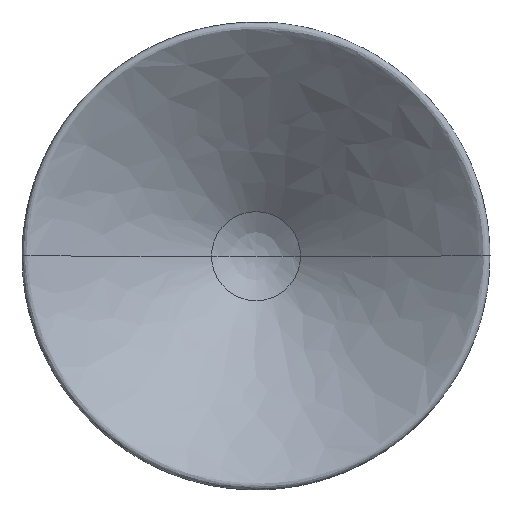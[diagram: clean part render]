
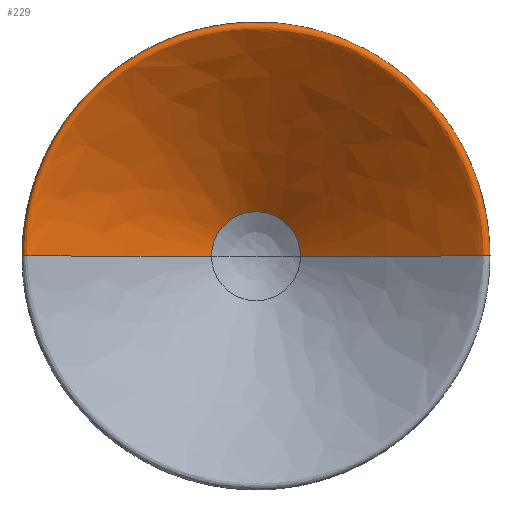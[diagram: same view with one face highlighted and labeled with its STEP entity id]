
A CAD part, top view. The second image highlights one B-rep face of the part: STEP entity #229.
In plain terms, the highlighted free-form (B-spline) face has degree [2, 2] with [7, 5] control points.
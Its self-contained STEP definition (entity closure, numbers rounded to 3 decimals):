
#28=(
BOUNDED_CURVE()
B_SPLINE_CURVE(2,(#662,#663,#664,#665,#666),.UNSPECIFIED.,.F.,.F.)
B_SPLINE_CURVE_WITH_KNOTS((3,2,3),(-67.506,-33.753,
0.),.UNSPECIFIED.)
CURVE()
GEOMETRIC_REPRESENTATION_ITEM()
RATIONAL_B_SPLINE_CURVE((1.,0.707,1.,0.707,1.))
REPRESENTATION_ITEM('')
);
#31=(
BOUNDED_CURVE()
B_SPLINE_CURVE(3,(#711,#712,#713,#714,#715,#716,#717,#718,#719,#720),
 .UNSPECIFIED.,.F.,.F.)
B_SPLINE_CURVE_WITH_KNOTS((4,3,3,4),(-46.167,-30.079,
-29.363,-28.647),.UNSPECIFIED.)
CURVE()
GEOMETRIC_REPRESENTATION_ITEM()
RATIONAL_B_SPLINE_CURVE((1.,1.,1.,1.,0.845,0.845,
1.,0.845,0.845,1.))
REPRESENTATION_ITEM('')
);
#32=(
BOUNDED_CURVE()
B_SPLINE_CURVE(3,(#722,#723,#724,#725,#726,#727,#728,#729,#730,#731),
 .UNSPECIFIED.,.F.,.F.)
B_SPLINE_CURVE_WITH_KNOTS((4,3,3,4),(-46.167,-30.079,
-29.363,-28.647),.UNSPECIFIED.)
CURVE()
GEOMETRIC_REPRESENTATION_ITEM()
RATIONAL_B_SPLINE_CURVE((1.,1.,1.,1.,0.845,0.845,
1.,0.845,0.845,1.))
REPRESENTATION_ITEM('')
);
#38=(
BOUNDED_SURFACE()
B_SPLINE_SURFACE(2,2,((#732,#733,#734,#735,#736),(#737,#738,#739,#740,#741),
(#742,#743,#744,#745,#746),(#747,#748,#749,#750,#751),(#752,#753,#754,#755,
#756),(#757,#758,#759,#760,#761),(#762,#763,#764,#765,#766)),
 .UNSPECIFIED.,.F.,.F.,.F.)
B_SPLINE_SURFACE_WITH_KNOTS((3,2,2,3),(3,2,3),(-46.167,-30.079,
-29.363,-28.647),(0.,33.753,67.506),
 .UNSPECIFIED.)
GEOMETRIC_REPRESENTATION_ITEM()
RATIONAL_B_SPLINE_SURFACE(((1.,0.707,1.,0.707,1.),
(1.,0.707,1.,0.707,1.),(1.,0.707,1.,
0.707,1.),(0.767,0.542,0.767,
0.542,0.767),(1.,0.707,1.,0.707,
1.),(0.767,0.542,0.767,0.542,
0.767),(1.,0.707,1.,0.707,1.)))
REPRESENTATION_ITEM('')
SURFACE()
);
#63=FACE_OUTER_BOUND('',#78,.T.);
#78=EDGE_LOOP('',(#204,#205,#206,#207));
#93=CIRCLE('',#259,4.091);
#106=VERTEX_POINT('',#423);
#107=VERTEX_POINT('',#425);
#115=VERTEX_POINT('',#656);
#116=VERTEX_POINT('',#661);
#132=EDGE_CURVE('',#107,#106,#93,.T.);
#144=EDGE_CURVE('',#115,#116,#28,.T.);
#147=EDGE_CURVE('',#107,#116,#31,.T.);
#149=EDGE_CURVE('',#106,#115,#32,.T.);
#204=ORIENTED_EDGE('',*,*,#144,.F.);
#205=ORIENTED_EDGE('',*,*,#149,.F.);
#206=ORIENTED_EDGE('',*,*,#132,.F.);
#207=ORIENTED_EDGE('',*,*,#147,.T.);
#229=ADVANCED_FACE('',(#63),#38,.T.);
#259=AXIS2_PLACEMENT_3D('',#427,#281,#282);
#281=DIRECTION('center_axis',(0.,0.,
1.));
#282=DIRECTION('ref_axis',(-1.,0.,0.));
#423=CARTESIAN_POINT('',(-3.332,0.,12.447));
#425=CARTESIAN_POINT('',(4.849,0.,12.447));
#427=CARTESIAN_POINT('Origin',(0.758,0.,12.447));
#656=CARTESIAN_POINT('',(-20.67,0.,24.197));
#661=CARTESIAN_POINT('',(22.186,0.,24.197));
#662=CARTESIAN_POINT('Ctrl Pts',(-20.67,0.,
24.197));
#663=CARTESIAN_POINT('Ctrl Pts',(-20.67,21.428,24.197));
#664=CARTESIAN_POINT('Ctrl Pts',(0.758,21.428,24.197));
#665=CARTESIAN_POINT('Ctrl Pts',(22.186,21.428,24.197));
#666=CARTESIAN_POINT('Ctrl Pts',(22.186,0.,
24.197));
#711=CARTESIAN_POINT('Ctrl Pts',(4.849,0.,
12.447));
#712=CARTESIAN_POINT('Ctrl Pts',(10.396,0.,
16.599));
#713=CARTESIAN_POINT('Ctrl Pts',(15.944,0.,
20.751));
#714=CARTESIAN_POINT('Ctrl Pts',(21.492,0.,
24.904));
#715=CARTESIAN_POINT('Ctrl Pts',(21.694,0.,
25.056));
#716=CARTESIAN_POINT('Ctrl Pts',(21.943,0.,
25.036));
#717=CARTESIAN_POINT('Ctrl Pts',(22.121,0.,
24.854));
#718=CARTESIAN_POINT('Ctrl Pts',(22.3,0.,
24.672));
#719=CARTESIAN_POINT('Ctrl Pts',(22.325,0.,
24.413));
#720=CARTESIAN_POINT('Ctrl Pts',(22.186,0.,
24.197));
#722=CARTESIAN_POINT('Ctrl Pts',(-3.332,0.,
12.447));
#723=CARTESIAN_POINT('Ctrl Pts',(-8.88,0.,
16.599));
#724=CARTESIAN_POINT('Ctrl Pts',(-14.428,0.,
20.751));
#725=CARTESIAN_POINT('Ctrl Pts',(-19.976,0.,
24.904));
#726=CARTESIAN_POINT('Ctrl Pts',(-20.178,0.,
25.056));
#727=CARTESIAN_POINT('Ctrl Pts',(-20.427,0.,
25.036));
#728=CARTESIAN_POINT('Ctrl Pts',(-20.605,0.,
24.854));
#729=CARTESIAN_POINT('Ctrl Pts',(-20.784,0.,
24.672));
#730=CARTESIAN_POINT('Ctrl Pts',(-20.809,0.,
24.413));
#731=CARTESIAN_POINT('Ctrl Pts',(-20.67,0.,
24.197));
#732=CARTESIAN_POINT('Ctrl Pts',(4.849,0.,
12.447));
#733=CARTESIAN_POINT('Ctrl Pts',(4.849,4.091,12.447));
#734=CARTESIAN_POINT('Ctrl Pts',(0.758,4.091,12.447));
#735=CARTESIAN_POINT('Ctrl Pts',(-3.332,4.091,12.447));
#736=CARTESIAN_POINT('Ctrl Pts',(-3.332,0.,
12.447));
#737=CARTESIAN_POINT('Ctrl Pts',(13.17,0.,
18.675));
#738=CARTESIAN_POINT('Ctrl Pts',(13.17,12.412,18.675));
#739=CARTESIAN_POINT('Ctrl Pts',(0.758,12.412,18.675));
#740=CARTESIAN_POINT('Ctrl Pts',(-11.654,12.412,18.675));
#741=CARTESIAN_POINT('Ctrl Pts',(-11.654,0.,
18.675));
#742=CARTESIAN_POINT('Ctrl Pts',(21.492,0.,
24.904));
#743=CARTESIAN_POINT('Ctrl Pts',(21.492,20.734,24.904));
#744=CARTESIAN_POINT('Ctrl Pts',(0.758,20.734,24.904));
#745=CARTESIAN_POINT('Ctrl Pts',(-19.976,20.734,24.904));
#746=CARTESIAN_POINT('Ctrl Pts',(-19.976,0.,
24.904));
#747=CARTESIAN_POINT('Ctrl Pts',(21.827,0.,
25.154));
#748=CARTESIAN_POINT('Ctrl Pts',(21.827,21.068,25.154));
#749=CARTESIAN_POINT('Ctrl Pts',(0.758,21.068,25.154));
#750=CARTESIAN_POINT('Ctrl Pts',(-20.31,21.068,25.154));
#751=CARTESIAN_POINT('Ctrl Pts',(-20.31,0.,
25.154));
#752=CARTESIAN_POINT('Ctrl Pts',(22.121,0.,
24.854));
#753=CARTESIAN_POINT('Ctrl Pts',(22.121,21.363,24.854));
#754=CARTESIAN_POINT('Ctrl Pts',(0.758,21.363,24.854));
#755=CARTESIAN_POINT('Ctrl Pts',(-20.605,21.363,24.854));
#756=CARTESIAN_POINT('Ctrl Pts',(-20.605,0.,
24.854));
#757=CARTESIAN_POINT('Ctrl Pts',(22.416,0.,
24.553));
#758=CARTESIAN_POINT('Ctrl Pts',(22.416,21.658,24.553));
#759=CARTESIAN_POINT('Ctrl Pts',(0.758,21.658,24.553));
#760=CARTESIAN_POINT('Ctrl Pts',(-20.9,21.658,24.553));
#761=CARTESIAN_POINT('Ctrl Pts',(-20.9,0.,
24.553));
#762=CARTESIAN_POINT('Ctrl Pts',(22.186,0.,
24.197));
#763=CARTESIAN_POINT('Ctrl Pts',(22.186,21.428,24.197));
#764=CARTESIAN_POINT('Ctrl Pts',(0.758,21.428,24.197));
#765=CARTESIAN_POINT('Ctrl Pts',(-20.67,21.428,24.197));
#766=CARTESIAN_POINT('Ctrl Pts',(-20.67,0.,
24.197));
